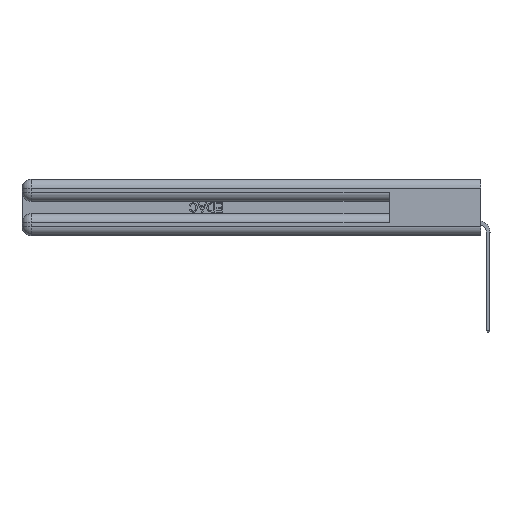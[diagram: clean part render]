
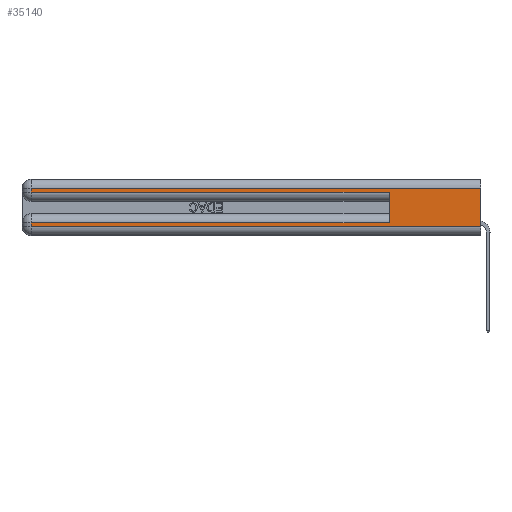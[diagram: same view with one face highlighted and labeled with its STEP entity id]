
A CAD part, left-side view. The second image highlights one B-rep face of the part: STEP entity #35140.
In plain terms, the highlighted planar face has unit normal (-1, 0, 0).
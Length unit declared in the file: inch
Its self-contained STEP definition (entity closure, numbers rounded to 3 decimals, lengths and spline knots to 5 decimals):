
#988 = CARTESIAN_POINT ( 'NONE',  ( 0., 2.94, 0.37 ) ) ;
#2184 = VERTEX_POINT ( 'NONE', #8425 ) ;
#3807 = CARTESIAN_POINT ( 'NONE',  ( 0., 0., 0.37 ) ) ;
#3813 = CARTESIAN_POINT ( 'NONE',  ( 0., 2.94, 0.285 ) ) ;
#3960 = ORIENTED_EDGE ( 'NONE', *, *, #39403, .T. ) ;
#4337 = VECTOR ( 'NONE', #21795, 39.37008 ) ;
#4752 = CARTESIAN_POINT ( 'NONE',  ( 0., 0., 0.06 ) ) ;
#5279 = VECTOR ( 'NONE', #25622, 39.37008 ) ;
#6043 = EDGE_CURVE ( 'NONE', #44528, #18758, #10512, .T. ) ;
#6804 = LINE ( 'NONE', #25639, #28818 ) ;
#7323 = ORIENTED_EDGE ( 'NONE', *, *, #15404, .F. ) ;
#7520 = DIRECTION ( 'NONE',  ( 0., 0., -1. ) ) ;
#7882 = VECTOR ( 'NONE', #13134, 39.37008 ) ;
#8393 = CARTESIAN_POINT ( 'NONE',  ( 0., 2.94, 0.06 ) ) ;
#8425 = CARTESIAN_POINT ( 'NONE',  ( 0., 0.6, 0.085 ) ) ;
#8764 = CARTESIAN_POINT ( 'NONE',  ( 0., 0., 0.31 ) ) ;
#9688 = VERTEX_POINT ( 'NONE', #32692 ) ;
#10512 = LINE ( 'NONE', #15737, #29702 ) ;
#13134 = DIRECTION ( 'NONE',  ( 0., 1., 0. ) ) ;
#13463 = LINE ( 'NONE', #8764, #7882 ) ;
#15404 = EDGE_CURVE ( 'NONE', #2184, #9688, #36798, .T. ) ;
#15737 = CARTESIAN_POINT ( 'NONE',  ( 0., 0., 0.37 ) ) ;
#16103 = ORIENTED_EDGE ( 'NONE', *, *, #6043, .F. ) ;
#16526 = EDGE_CURVE ( 'NONE', #2184, #23382, #35106, .T. ) ;
#16560 = CARTESIAN_POINT ( 'NONE',  ( 0., 0., 0.31 ) ) ;
#16662 = CARTESIAN_POINT ( 'NONE',  ( 0., 2.94, 0.085 ) ) ;
#16844 = CARTESIAN_POINT ( 'NONE',  ( 0., 0.6, 0.145 ) ) ;
#18758 = VERTEX_POINT ( 'NONE', #34034 ) ;
#19658 = VERTEX_POINT ( 'NONE', #34149 ) ;
#21406 = PLANE ( 'NONE',  #22754 ) ;
#21795 = DIRECTION ( 'NONE',  ( 0., 1., 0. ) ) ;
#22031 = EDGE_CURVE ( 'NONE', #44528, #19658, #13463, .T. ) ;
#22754 = AXIS2_PLACEMENT_3D ( 'NONE', #3807, #35443, #36651 ) ;
#23382 = VERTEX_POINT ( 'NONE', #16662 ) ;
#24310 = ORIENTED_EDGE ( 'NONE', *, *, #16526, .T. ) ;
#24367 = LINE ( 'NONE', #4752, #40807 ) ;
#24953 = ORIENTED_EDGE ( 'NONE', *, *, #35709, .T. ) ;
#25622 = DIRECTION ( 'NONE',  ( 0., 0., -1. ) ) ;
#25639 = CARTESIAN_POINT ( 'NONE',  ( 0., 0., 0.285 ) ) ;
#25720 = EDGE_LOOP ( 'NONE', ( #16103, #26149, #24953, #37712, #7323, #24310, #34462, #3960 ) ) ;
#26149 = ORIENTED_EDGE ( 'NONE', *, *, #22031, .T. ) ;
#26532 = EDGE_CURVE ( 'NONE', #23382, #29802, #44779, .T. ) ;
#27183 = EDGE_CURVE ( 'NONE', #36818, #9688, #6804, .T. ) ;
#28818 = VECTOR ( 'NONE', #36320, 39.37008 ) ;
#29114 = CARTESIAN_POINT ( 'NONE',  ( 0., 0., 0.085 ) ) ;
#29702 = VECTOR ( 'NONE', #29776, 39.37008 ) ;
#29776 = DIRECTION ( 'NONE',  ( 0., 0., -1. ) ) ;
#29802 = VERTEX_POINT ( 'NONE', #8393 ) ;
#30263 = VECTOR ( 'NONE', #37334, 39.37008 ) ;
#31699 = LINE ( 'NONE', #988, #5279 ) ;
#32692 = CARTESIAN_POINT ( 'NONE',  ( 0., 0.6, 0.285 ) ) ;
#34034 = CARTESIAN_POINT ( 'NONE',  ( 0., 0., 0.06 ) ) ;
#34149 = CARTESIAN_POINT ( 'NONE',  ( 0., 2.94, 0.31 ) ) ;
#34462 = ORIENTED_EDGE ( 'NONE', *, *, #26532, .T. ) ;
#35106 = LINE ( 'NONE', #29114, #4337 ) ;
#35140 = ADVANCED_FACE ( 'NONE', ( #43840 ), #21406, .F. ) ;
#35151 = CARTESIAN_POINT ( 'NONE',  ( 0., 2.94, 0.37 ) ) ;
#35429 = VECTOR ( 'NONE', #7520, 39.37008 ) ;
#35443 = DIRECTION ( 'NONE',  ( 1., 0., 0. ) ) ;
#35709 = EDGE_CURVE ( 'NONE', #19658, #36818, #31699, .T. ) ;
#36320 = DIRECTION ( 'NONE',  ( 0., -1., 0. ) ) ;
#36651 = DIRECTION ( 'NONE',  ( 0., 0., -1. ) ) ;
#36798 = LINE ( 'NONE', #16844, #30263 ) ;
#36818 = VERTEX_POINT ( 'NONE', #3813 ) ;
#37141 = DIRECTION ( 'NONE',  ( 0., -1., 0. ) ) ;
#37334 = DIRECTION ( 'NONE',  ( 0., 0., 1. ) ) ;
#37712 = ORIENTED_EDGE ( 'NONE', *, *, #27183, .T. ) ;
#39403 = EDGE_CURVE ( 'NONE', #29802, #18758, #24367, .T. ) ;
#40807 = VECTOR ( 'NONE', #37141, 39.37008 ) ;
#43840 = FACE_OUTER_BOUND ( 'NONE', #25720, .T. ) ;
#44528 = VERTEX_POINT ( 'NONE', #16560 ) ;
#44779 = LINE ( 'NONE', #35151, #35429 ) ;
